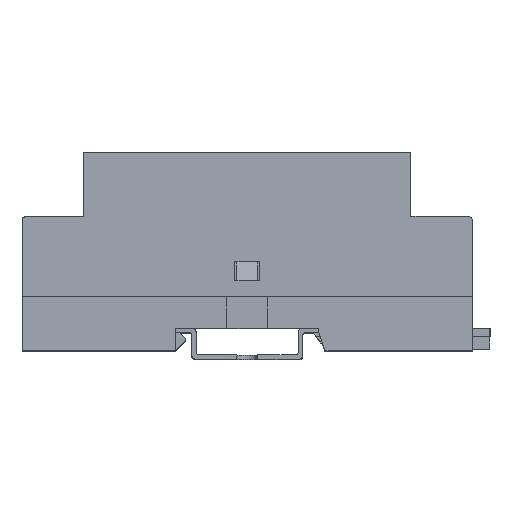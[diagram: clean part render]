
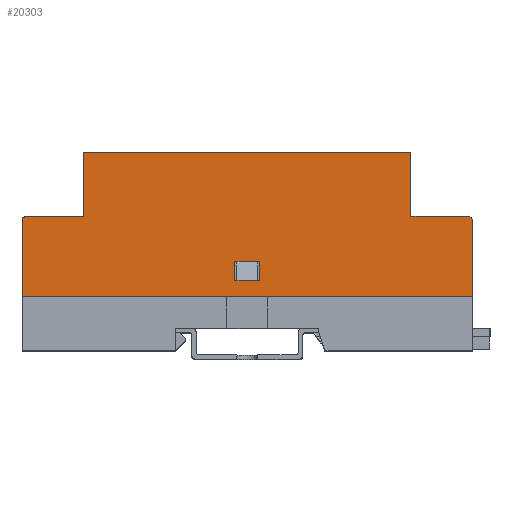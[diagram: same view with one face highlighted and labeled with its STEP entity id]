
A CAD part, top view. The second image highlights one B-rep face of the part: STEP entity #20303.
In plain terms, the highlighted face is planar.
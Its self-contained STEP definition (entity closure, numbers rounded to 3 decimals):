
#4 = VECTOR ( 'NONE', #14940, 1000. ) ;
#125 = VERTEX_POINT ( 'NONE', #8519 ) ;
#238 = VECTOR ( 'NONE', #4025, 1000. ) ;
#312 = VECTOR ( 'NONE', #20496, 1000. ) ;
#550 = LINE ( 'NONE', #19416, #4121 ) ;
#571 = FACE_BOUND ( 'NONE', #21734, .T. ) ;
#743 = EDGE_CURVE ( 'NONE', #1670, #19370, #863, .T. ) ;
#863 = CIRCLE ( 'NONE', #2737, 1. ) ;
#954 = VERTEX_POINT ( 'NONE', #10719 ) ;
#1220 = EDGE_CURVE ( 'NONE', #1670, #10748, #21509, .T. ) ;
#1400 = EDGE_CURVE ( 'NONE', #954, #10748, #20995, .T. ) ;
#1646 = VECTOR ( 'NONE', #4100, 1000. ) ;
#1670 = VERTEX_POINT ( 'NONE', #6768 ) ;
#2737 = AXIS2_PLACEMENT_3D ( 'NONE', #8641, #22511, #6820 ) ;
#2965 = ORIENTED_EDGE ( 'NONE', *, *, #21762, .T. ) ;
#3187 = VERTEX_POINT ( 'NONE', #4874 ) ;
#3252 = CARTESIAN_POINT ( 'NONE',  ( 40., 35.3, -35. ) ) ;
#3455 = ORIENTED_EDGE ( 'NONE', *, *, #1400, .T. ) ;
#3795 = EDGE_LOOP ( 'NONE', ( #10870, #17218, #5732, #2965, #20524, #14317, #20736, #20548, #17059, #3455 ) ) ;
#3968 = VERTEX_POINT ( 'NONE', #21241 ) ;
#4004 = CARTESIAN_POINT ( 'NONE',  ( 3., 4., -35. ) ) ;
#4025 = DIRECTION ( 'NONE',  ( 0., 1., 0. ) ) ;
#4073 = VERTEX_POINT ( 'NONE', #3252 ) ;
#4100 = DIRECTION ( 'NONE',  ( 0., -1., 0. ) ) ;
#4121 = VECTOR ( 'NONE', #5616, 1000. ) ;
#4252 = CARTESIAN_POINT ( 'NONE',  ( 55., 35.3, -35. ) ) ;
#4501 = LINE ( 'NONE', #8436, #22686 ) ;
#4515 = CIRCLE ( 'NONE', #16067, 1. ) ;
#4796 = VERTEX_POINT ( 'NONE', #15701 ) ;
#4874 = CARTESIAN_POINT ( 'NONE',  ( 3., 4., -35. ) ) ;
#5507 = VECTOR ( 'NONE', #17912, 1000. ) ;
#5616 = DIRECTION ( 'NONE',  ( -1., 0., 0. ) ) ;
#5732 = ORIENTED_EDGE ( 'NONE', *, *, #21168, .F. ) ;
#6061 = EDGE_CURVE ( 'NONE', #4073, #4796, #18083, .T. ) ;
#6139 = CARTESIAN_POINT ( 'NONE',  ( 55., 18.6, -35. ) ) ;
#6268 = ORIENTED_EDGE ( 'NONE', *, *, #7042, .F. ) ;
#6428 = DIRECTION ( 'NONE',  ( 1., 0., 0. ) ) ;
#6768 = CARTESIAN_POINT ( 'NONE',  ( -55., 18.6, -35. ) ) ;
#6820 = DIRECTION ( 'NONE',  ( 1., 0., 0. ) ) ;
#7042 = EDGE_CURVE ( 'NONE', #8156, #21730, #10277, .T. ) ;
#7309 = DIRECTION ( 'NONE',  ( 0., 0., -1. ) ) ;
#7326 = EDGE_CURVE ( 'NONE', #3968, #20625, #4501, .T. ) ;
#7509 = CARTESIAN_POINT ( 'NONE',  ( -40., 19.6, -35. ) ) ;
#7703 = DIRECTION ( 'NONE',  ( 1., 0., 0. ) ) ;
#7889 = CARTESIAN_POINT ( 'NONE',  ( 3., 8.7, -35. ) ) ;
#8044 = PLANE ( 'NONE',  #22122 ) ;
#8156 = VERTEX_POINT ( 'NONE', #21495 ) ;
#8246 = CARTESIAN_POINT ( 'NONE',  ( -55., 35.3, -35. ) ) ;
#8261 = DIRECTION ( 'NONE',  ( 0., 0., 1. ) ) ;
#8436 = CARTESIAN_POINT ( 'NONE',  ( 55., 19.6, -35. ) ) ;
#8515 = DIRECTION ( 'NONE',  ( -1., 0., 0. ) ) ;
#8519 = CARTESIAN_POINT ( 'NONE',  ( -3., 4., -35. ) ) ;
#8641 = CARTESIAN_POINT ( 'NONE',  ( -54., 18.6, -35. ) ) ;
#9068 = LINE ( 'NONE', #7509, #238 ) ;
#9227 = DIRECTION ( 'NONE',  ( 0., 1., 0. ) ) ;
#9386 = EDGE_CURVE ( 'NONE', #16455, #954, #18780, .T. ) ;
#9439 = CARTESIAN_POINT ( 'NONE',  ( -40., 19.6, -35. ) ) ;
#9827 = CARTESIAN_POINT ( 'NONE',  ( -55., 0., -35. ) ) ;
#10083 = LINE ( 'NONE', #12561, #14220 ) ;
#10270 = CARTESIAN_POINT ( 'NONE',  ( -55., 0., -35. ) ) ;
#10277 = LINE ( 'NONE', #18262, #18021 ) ;
#10719 = CARTESIAN_POINT ( 'NONE',  ( 55., 0., -35. ) ) ;
#10748 = VERTEX_POINT ( 'NONE', #10270 ) ;
#10870 = ORIENTED_EDGE ( 'NONE', *, *, #1220, .F. ) ;
#11057 = FACE_OUTER_BOUND ( 'NONE', #3795, .T. ) ;
#11435 = VECTOR ( 'NONE', #16331, 1000. ) ;
#12097 = EDGE_CURVE ( 'NONE', #3187, #125, #17271, .T. ) ;
#12397 = LINE ( 'NONE', #7889, #1646 ) ;
#12561 = CARTESIAN_POINT ( 'NONE',  ( 40., 19.6, -35. ) ) ;
#12839 = DIRECTION ( 'NONE',  ( 1., 0., 0. ) ) ;
#13371 = VECTOR ( 'NONE', #17126, 1000. ) ;
#14044 = CARTESIAN_POINT ( 'NONE',  ( 3., 8.7, -35. ) ) ;
#14220 = VECTOR ( 'NONE', #9227, 1000. ) ;
#14317 = ORIENTED_EDGE ( 'NONE', *, *, #16721, .F. ) ;
#14940 = DIRECTION ( 'NONE',  ( 0., -1., 0. ) ) ;
#15401 = LINE ( 'NONE', #21583, #5507 ) ;
#15701 = CARTESIAN_POINT ( 'NONE',  ( -40., 35.3, -35. ) ) ;
#16067 = AXIS2_PLACEMENT_3D ( 'NONE', #17862, #7309, #12839 ) ;
#16331 = DIRECTION ( 'NONE',  ( -1., 0., 0. ) ) ;
#16455 = VERTEX_POINT ( 'NONE', #6139 ) ;
#16721 = EDGE_CURVE ( 'NONE', #20625, #4073, #10083, .T. ) ;
#16920 = DIRECTION ( 'NONE',  ( -1., 0., 0. ) ) ;
#16959 = CARTESIAN_POINT ( 'NONE',  ( -55., 35.3, -35. ) ) ;
#17059 = ORIENTED_EDGE ( 'NONE', *, *, #9386, .T. ) ;
#17126 = DIRECTION ( 'NONE',  ( -1., 0., 0. ) ) ;
#17218 = ORIENTED_EDGE ( 'NONE', *, *, #743, .T. ) ;
#17271 = LINE ( 'NONE', #4004, #11435 ) ;
#17731 = ORIENTED_EDGE ( 'NONE', *, *, #12097, .F. ) ;
#17862 = CARTESIAN_POINT ( 'NONE',  ( 54., 18.6, -35. ) ) ;
#17912 = DIRECTION ( 'NONE',  ( 0., 1., 0. ) ) ;
#18021 = VECTOR ( 'NONE', #7703, 1000. ) ;
#18083 = LINE ( 'NONE', #20816, #13371 ) ;
#18262 = CARTESIAN_POINT ( 'NONE',  ( 3., 8.7, -35. ) ) ;
#18780 = LINE ( 'NONE', #4252, #4 ) ;
#18958 = EDGE_CURVE ( 'NONE', #3968, #16455, #4515, .T. ) ;
#19017 = VERTEX_POINT ( 'NONE', #9439 ) ;
#19370 = VERTEX_POINT ( 'NONE', #20959 ) ;
#19416 = CARTESIAN_POINT ( 'NONE',  ( -40., 19.6, -35. ) ) ;
#20303 = ADVANCED_FACE ( 'NONE', ( #571, #11057 ), #8044, .F. ) ;
#20496 = DIRECTION ( 'NONE',  ( 0., -1., 0. ) ) ;
#20524 = ORIENTED_EDGE ( 'NONE', *, *, #6061, .F. ) ;
#20548 = ORIENTED_EDGE ( 'NONE', *, *, #18958, .T. ) ;
#20625 = VERTEX_POINT ( 'NONE', #21637 ) ;
#20736 = ORIENTED_EDGE ( 'NONE', *, *, #7326, .F. ) ;
#20816 = CARTESIAN_POINT ( 'NONE',  ( -55., 35.3, -35. ) ) ;
#20951 = ORIENTED_EDGE ( 'NONE', *, *, #21777, .F. ) ;
#20959 = CARTESIAN_POINT ( 'NONE',  ( -54., 19.6, -35. ) ) ;
#20995 = LINE ( 'NONE', #9827, #21275 ) ;
#21168 = EDGE_CURVE ( 'NONE', #19017, #19370, #550, .T. ) ;
#21241 = CARTESIAN_POINT ( 'NONE',  ( 54., 19.6, -35. ) ) ;
#21275 = VECTOR ( 'NONE', #16920, 1000. ) ;
#21495 = CARTESIAN_POINT ( 'NONE',  ( -3., 8.7, -35. ) ) ;
#21509 = LINE ( 'NONE', #8246, #312 ) ;
#21583 = CARTESIAN_POINT ( 'NONE',  ( -3., 8.7, -35. ) ) ;
#21637 = CARTESIAN_POINT ( 'NONE',  ( 40., 19.6, -35. ) ) ;
#21730 = VERTEX_POINT ( 'NONE', #14044 ) ;
#21734 = EDGE_LOOP ( 'NONE', ( #6268, #20951, #17731, #22450 ) ) ;
#21762 = EDGE_CURVE ( 'NONE', #19017, #4796, #9068, .T. ) ;
#21777 = EDGE_CURVE ( 'NONE', #125, #8156, #15401, .T. ) ;
#21969 = EDGE_CURVE ( 'NONE', #21730, #3187, #12397, .T. ) ;
#22122 = AXIS2_PLACEMENT_3D ( 'NONE', #16959, #8261, #6428 ) ;
#22450 = ORIENTED_EDGE ( 'NONE', *, *, #21969, .F. ) ;
#22511 = DIRECTION ( 'NONE',  ( 0., 0., -1. ) ) ;
#22686 = VECTOR ( 'NONE', #8515, 1000. ) ;
